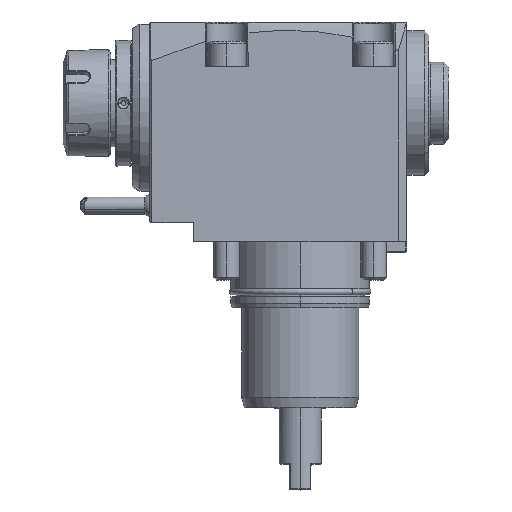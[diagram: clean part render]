
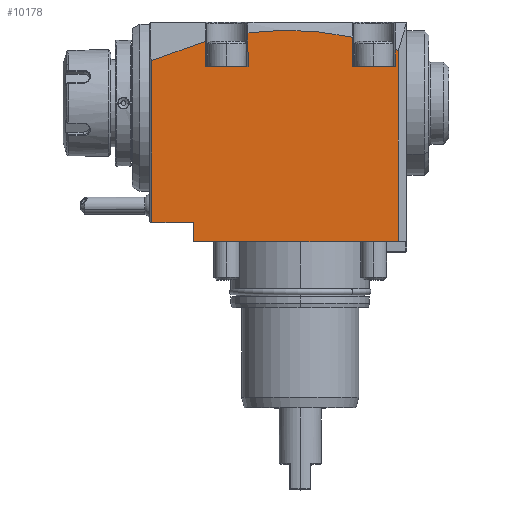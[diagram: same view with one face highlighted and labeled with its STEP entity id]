
A CAD part, top view. The second image highlights one B-rep face of the part: STEP entity #10178.
In plain terms, the highlighted planar face has unit normal (0, 0, 1).
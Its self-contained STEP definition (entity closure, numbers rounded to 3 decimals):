
#213=DIRECTION('',(-1.,0.,0.));
#214=VECTOR('',#213,20.);
#215=CARTESIAN_POINT('',(46.2,82.,48.));
#216=LINE('',#215,#214);
#368=DIRECTION('',(0.,-1.,0.));
#369=VECTOR('',#368,89.598);
#370=CARTESIAN_POINT('',(116.7,89.598,48.));
#371=LINE('',#370,#369);
#372=DIRECTION('',(0.,1.,0.));
#373=VECTOR('',#372,9.);
#374=CARTESIAN_POINT('',(20.7,0.,48.));
#375=LINE('',#374,#373);
#376=DIRECTION('',(1.,0.,0.));
#377=VECTOR('',#376,19.7);
#378=CARTESIAN_POINT('',(1.,9.,48.));
#379=LINE('',#378,#377);
#380=DIRECTION('',(0.,1.,0.));
#381=VECTOR('',#380,75.359);
#382=CARTESIAN_POINT('',(1.,9.5,48.));
#383=LINE('',#382,#381);
#384=CARTESIAN_POINT('',(26.165,93.928,48.));
#385=CARTESIAN_POINT('',(21.849,92.759,48.));
#386=CARTESIAN_POINT('',(13.344,90.059,48.));
#387=CARTESIAN_POINT('',(5.078,86.695,48.));
#388=CARTESIAN_POINT('',(1.,84.859,48.));
#390=DIRECTION('',(-0.267,0.964,0.));
#391=VECTOR('',#390,0.131);
#392=CARTESIAN_POINT('',(26.2,93.802,48.));
#393=LINE('',#392,#391);
#394=DIRECTION('',(0.,1.,0.));
#395=VECTOR('',#394,11.802);
#396=CARTESIAN_POINT('',(26.2,82.,48.));
#397=LINE('',#396,#395);
#398=DIRECTION('',(0.001,-1.,0.));
#399=VECTOR('',#398,15.94);
#400=CARTESIAN_POINT('',(46.192,97.94,48.));
#401=LINE('',#400,#399);
#402=CARTESIAN_POINT('',(46.2,97.94,48.));
#403=CARTESIAN_POINT('',(47.278,98.08,48.));
#404=CARTESIAN_POINT('',(49.438,98.336,48.));
#405=CARTESIAN_POINT('',(52.695,98.647,48.));
#406=CARTESIAN_POINT('',(55.951,98.883,48.));
#407=CARTESIAN_POINT('',(59.21,99.045,48.));
#408=CARTESIAN_POINT('',(62.472,99.132,48.));
#409=CARTESIAN_POINT('',(65.736,99.145,48.));
#410=CARTESIAN_POINT('',(69.002,99.082,48.));
#411=CARTESIAN_POINT('',(72.267,98.945,48.));
#412=CARTESIAN_POINT('',(75.534,98.732,48.));
#413=CARTESIAN_POINT('',(78.803,98.445,48.));
#414=CARTESIAN_POINT('',(82.073,98.082,48.));
#415=CARTESIAN_POINT('',(85.346,97.644,48.));
#416=CARTESIAN_POINT('',(88.625,97.129,48.));
#417=CARTESIAN_POINT('',(91.909,96.537,48.));
#418=CARTESIAN_POINT('',(94.102,96.091,48.));
#419=CARTESIAN_POINT('',(95.2,95.855,48.));
#421=DIRECTION('',(0.,1.,0.));
#422=VECTOR('',#421,13.855);
#423=CARTESIAN_POINT('',(95.2,82.,48.));
#424=LINE('',#423,#422);
#425=DIRECTION('',(0.,-1.,0.));
#426=VECTOR('',#425,7.963);
#427=CARTESIAN_POINT('',(115.2,89.963,48.));
#428=LINE('',#427,#426);
#429=DIRECTION('',(-0.273,-0.962,0.));
#430=VECTOR('',#429,0.168);
#431=CARTESIAN_POINT('',(115.246,90.125,48.));
#432=LINE('',#431,#430);
#433=CARTESIAN_POINT('',(115.246,90.125,48.));
#434=CARTESIAN_POINT('',(115.731,89.951,48.));
#435=CARTESIAN_POINT('',(116.216,89.776,48.));
#436=CARTESIAN_POINT('',(116.7,89.598,48.));
#447=CARTESIAN_POINT('',(116.7,89.598,48.));
#499=DIRECTION('',(-1.,0.,0.));
#500=VECTOR('',#499,96.);
#501=CARTESIAN_POINT('',(116.7,0.,48.));
#502=LINE('',#501,#500);
#779=DIRECTION('',(0.,1.,0.));
#780=VECTOR('',#779,0.5);
#781=CARTESIAN_POINT('',(1.,9.,48.));
#782=LINE('',#781,#780);
#799=CARTESIAN_POINT('',(1.,84.859,48.));
#1704=DIRECTION('',(-1.,0.,0.));
#1705=VECTOR('',#1704,20.);
#1706=CARTESIAN_POINT('',(115.2,82.,48.));
#1707=LINE('',#1706,#1705);
#8813=VERTEX_POINT('',#799);
#8827=VERTEX_POINT('',#447);
#8850=CARTESIAN_POINT('',(26.2,93.802,48.));
#8851=CARTESIAN_POINT('',(26.165,93.928,48.));
#8852=VERTEX_POINT('',#8850);
#8853=VERTEX_POINT('',#8851);
#8860=CARTESIAN_POINT('',(115.246,90.125,48.));
#8861=VERTEX_POINT('',#8860);
#8864=CARTESIAN_POINT('',(46.192,97.94,48.));
#8865=CARTESIAN_POINT('',(46.2,82.,48.));
#8866=VERTEX_POINT('',#8864);
#8867=VERTEX_POINT('',#8865);
#8892=VERTEX_POINT('',#419);
#8893=CARTESIAN_POINT('',(115.2,82.,48.));
#8895=VERTEX_POINT('',#8893);
#8904=CARTESIAN_POINT('',(95.2,82.,48.));
#8906=VERTEX_POINT('',#8904);
#8909=CARTESIAN_POINT('',(115.2,89.963,48.));
#8910=VERTEX_POINT('',#8909);
#8921=CARTESIAN_POINT('',(26.2,82.,48.));
#8922=VERTEX_POINT('',#8921);
#9669=CARTESIAN_POINT('',(116.7,0.,48.));
#9671=VERTEX_POINT('',#9669);
#9685=CARTESIAN_POINT('',(20.7,0.,48.));
#9687=VERTEX_POINT('',#9685);
#9688=CARTESIAN_POINT('',(20.7,9.,48.));
#9689=VERTEX_POINT('',#9688);
#9690=CARTESIAN_POINT('',(1.,9.,48.));
#9691=VERTEX_POINT('',#9690);
#9740=CARTESIAN_POINT('',(1.,9.5,48.));
#9742=VERTEX_POINT('',#9740);
#10139=CARTESIAN_POINT('',(0.,103.,48.));
#10140=DIRECTION('',(0.,0.,1.));
#10141=DIRECTION('',(0.,-1.,0.));
#10142=AXIS2_PLACEMENT_3D('',#10139,#10140,#10141);
#10143=PLANE('',#10142);
#10145=ORIENTED_EDGE('',*,*,#10144,.T.);
#10147=ORIENTED_EDGE('',*,*,#10146,.T.);
#10149=ORIENTED_EDGE('',*,*,#10148,.T.);
#10151=ORIENTED_EDGE('',*,*,#10150,.F.);
#10153=ORIENTED_EDGE('',*,*,#10152,.T.);
#10155=ORIENTED_EDGE('',*,*,#10154,.T.);
#10157=ORIENTED_EDGE('',*,*,#10156,.F.);
#10158=ORIENTED_EDGE('',*,*,#10125,.F.);
#10160=ORIENTED_EDGE('',*,*,#10159,.F.);
#10161=ORIENTED_EDGE('',*,*,#10074,.F.);
#10163=ORIENTED_EDGE('',*,*,#10162,.F.);
#10165=ORIENTED_EDGE('',*,*,#10164,.T.);
#10167=ORIENTED_EDGE('',*,*,#10166,.F.);
#10169=ORIENTED_EDGE('',*,*,#10168,.F.);
#10171=ORIENTED_EDGE('',*,*,#10170,.F.);
#10173=ORIENTED_EDGE('',*,*,#10172,.F.);
#10175=ORIENTED_EDGE('',*,*,#10174,.T.);
#10176=EDGE_LOOP('',(#10145,#10147,#10149,#10151,#10153,#10155,#10157,#10158,
#10160,#10161,#10163,#10165,#10167,#10169,#10171,#10173,#10175));
#10177=FACE_OUTER_BOUND('',#10176,.F.);
#389=B_SPLINE_CURVE_WITH_KNOTS('',3,(#384,#385,#386,#387,#388),.UNSPECIFIED.,
.F.,.F.,(4,1,4),(0.,0.5,1.),.UNSPECIFIED.);
#420=B_SPLINE_CURVE_WITH_KNOTS('',3,(#402,#403,#404,#405,#406,#407,#408,#409,
#410,#411,#412,#413,#414,#415,#416,#417,#418,#419),.UNSPECIFIED.,.F.,.F.,(4,1,1,
1,1,1,1,1,1,1,1,1,1,1,1,4),(0.,0.067,0.133,0.2,
0.267,0.333,0.4,0.467,0.533,
0.6,0.667,0.733,0.8,0.867,
0.933,1.),.UNSPECIFIED.);
#437=B_SPLINE_CURVE_WITH_KNOTS('',3,(#433,#434,#435,#436),.UNSPECIFIED.,.F.,.F.,
(4,4),(0.,1.),.UNSPECIFIED.);
#10074=EDGE_CURVE('',#8867,#8922,#216,.T.);
#10125=EDGE_CURVE('',#8852,#8853,#393,.T.);
#10144=EDGE_CURVE('',#8827,#9671,#371,.T.);
#10146=EDGE_CURVE('',#9671,#9687,#502,.T.);
#10148=EDGE_CURVE('',#9687,#9689,#375,.T.);
#10150=EDGE_CURVE('',#9691,#9689,#379,.T.);
#10152=EDGE_CURVE('',#9691,#9742,#782,.T.);
#10154=EDGE_CURVE('',#9742,#8813,#383,.T.);
#10156=EDGE_CURVE('',#8853,#8813,#389,.T.);
#10159=EDGE_CURVE('',#8922,#8852,#397,.T.);
#10162=EDGE_CURVE('',#8866,#8867,#401,.T.);
#10164=EDGE_CURVE('',#8866,#8892,#420,.T.);
#10166=EDGE_CURVE('',#8906,#8892,#424,.T.);
#10168=EDGE_CURVE('',#8895,#8906,#1707,.T.);
#10170=EDGE_CURVE('',#8910,#8895,#428,.T.);
#10172=EDGE_CURVE('',#8861,#8910,#432,.T.);
#10174=EDGE_CURVE('',#8861,#8827,#437,.T.);
#10178=ADVANCED_FACE('',(#10177),#10143,.T.);
